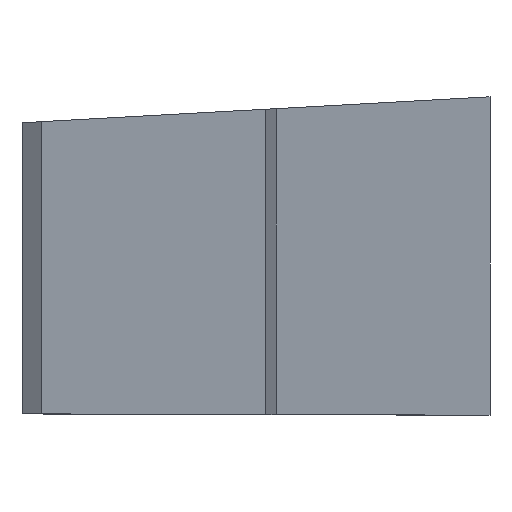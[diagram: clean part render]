
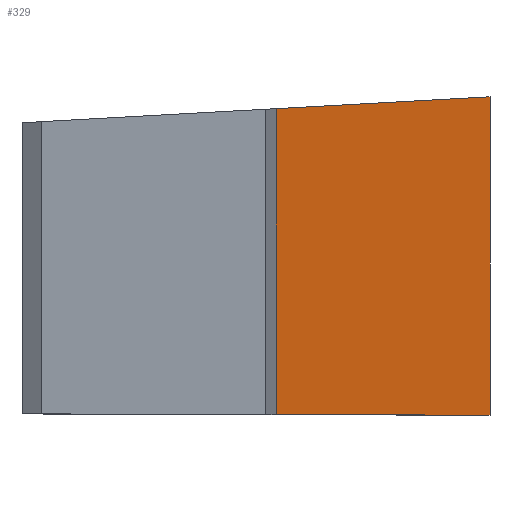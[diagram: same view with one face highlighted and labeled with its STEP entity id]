
A CAD part, top view. The second image highlights one B-rep face of the part: STEP entity #329.
In plain terms, the highlighted planar face has unit normal (0.851, 0, 0.526).
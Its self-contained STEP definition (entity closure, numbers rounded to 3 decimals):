
#58 = PLANE('',#59);
#59 = AXIS2_PLACEMENT_3D('',#60,#61,#62);
#60 = CARTESIAN_POINT('',(0.,0.,-7500.));
#61 = DIRECTION('',(0.,-1.,-0.));
#62 = DIRECTION('',(1.,0.,0.));
#84 = PLANE('',#85);
#85 = AXIS2_PLACEMENT_3D('',#86,#87,#88);
#86 = CARTESIAN_POINT('',(-9676.723,-46.239,
    -7918.92));
#87 = DIRECTION('',(0.438,0.,-0.899));
#88 = DIRECTION('',(0.,-1.,0.));
#110 = PLANE('',#111);
#111 = AXIS2_PLACEMENT_3D('',#112,#113,#114);
#112 = CARTESIAN_POINT('',(4.895,-84.046,0.));
#113 = DIRECTION('',(0.058,-0.998,0.));
#114 = DIRECTION('',(0.,0.,-1.));
#134 = PLANE('',#135);
#135 = AXIS2_PLACEMENT_3D('',#136,#137,#138);
#136 = CARTESIAN_POINT('',(11384.735,22.278,
    3147.066));
#137 = DIRECTION('',(-0.526,0.,0.851));
#138 = DIRECTION('',(0.851,0.,0.526));
#149 = VERTEX_POINT('',#150);
#150 = CARTESIAN_POINT('',(12171.26,0.,3633.17));
#171 = VERTEX_POINT('',#172);
#172 = CARTESIAN_POINT('',(12607.795,0.,2926.849));
#191 = EDGE_CURVE('',#149,#171,#192,.T.);
#192 = SURFACE_CURVE('',#193,(#197,#203),.PCURVE_S1.);
#193 = LINE('',#194,#195);
#194 = CARTESIAN_POINT('',(11248.231,0.,5126.647));
#195 = VECTOR('',#196,1.);
#196 = DIRECTION('',(0.526,0.,-0.851));
#197 = PCURVE('',#58,#198);
#198 = DEFINITIONAL_REPRESENTATION('',(#199),#202);
#199 = B_SPLINE_CURVE_WITH_KNOTS('',1,(#200,#201),.UNSPECIFIED.,.F.,.F.,
  (2,2),(1672.659,2669.058),
  .PIECEWISE_BEZIER_KNOTS.);
#200 = CARTESIAN_POINT('',(12127.606,11203.802));
#201 = CARTESIAN_POINT('',(12651.449,10356.217));
#202 = ( GEOMETRIC_REPRESENTATION_CONTEXT(2) 
PARAMETRIC_REPRESENTATION_CONTEXT() REPRESENTATION_CONTEXT('2D SPACE',''
  ) );
#203 = PCURVE('',#204,#209);
#204 = PLANE('',#205);
#205 = AXIS2_PLACEMENT_3D('',#206,#207,#208);
#206 = CARTESIAN_POINT('',(8710.378,-45.2,
    9232.936));
#207 = DIRECTION('',(0.851,0.,0.526));
#208 = DIRECTION('',(0.,-1.,0.));
#209 = DEFINITIONAL_REPRESENTATION('',(#210),#213);
#210 = B_SPLINE_CURVE_WITH_KNOTS('',1,(#211,#212),.UNSPECIFIED.,.F.,.F.,
  (2,2),(1672.659,2669.058),
  .PIECEWISE_BEZIER_KNOTS.);
#211 = CARTESIAN_POINT('',(-45.2,6499.905));
#212 = CARTESIAN_POINT('',(-45.2,7496.304));
#213 = ( GEOMETRIC_REPRESENTATION_CONTEXT(2) 
PARAMETRIC_REPRESENTATION_CONTEXT() REPRESENTATION_CONTEXT('2D SPACE',''
  ) );
#218 = EDGE_CURVE('',#219,#149,#221,.T.);
#219 = VERTEX_POINT('',#220);
#220 = CARTESIAN_POINT('',(12171.26,624.564,
    3633.17));
#221 = SURFACE_CURVE('',#222,(#226,#232),.PCURVE_S1.);
#222 = LINE('',#223,#224);
#223 = CARTESIAN_POINT('',(12171.26,-11.461,
    3633.17));
#224 = VECTOR('',#225,1.);
#225 = DIRECTION('',(0.,-1.,0.));
#226 = PCURVE('',#134,#227);
#227 = DEFINITIONAL_REPRESENTATION('',(#228),#231);
#228 = B_SPLINE_CURVE_WITH_KNOTS('',1,(#229,#230),.UNSPECIFIED.,.F.,.F.,
  (2,2),(-772.065,641.618),.PIECEWISE_BEZIER_KNOTS.);
#229 = CARTESIAN_POINT('',(924.619,738.326));
#230 = CARTESIAN_POINT('',(924.619,-675.357));
#231 = ( GEOMETRIC_REPRESENTATION_CONTEXT(2) 
PARAMETRIC_REPRESENTATION_CONTEXT() REPRESENTATION_CONTEXT('2D SPACE',''
  ) );
#232 = PCURVE('',#204,#233);
#233 = DEFINITIONAL_REPRESENTATION('',(#234),#237);
#234 = B_SPLINE_CURVE_WITH_KNOTS('',1,(#235,#236),.UNSPECIFIED.,.F.,.F.,
  (2,2),(-772.065,641.618),.PIECEWISE_BEZIER_KNOTS.);
#235 = CARTESIAN_POINT('',(-805.804,6582.938));
#236 = CARTESIAN_POINT('',(607.879,6582.938));
#237 = ( GEOMETRIC_REPRESENTATION_CONTEXT(2) 
PARAMETRIC_REPRESENTATION_CONTEXT() REPRESENTATION_CONTEXT('2D SPACE',''
  ) );
#264 = VERTEX_POINT('',#265);
#265 = CARTESIAN_POINT('',(12607.795,649.989,
    2926.849));
#284 = EDGE_CURVE('',#264,#219,#285,.T.);
#285 = SURFACE_CURVE('',#286,(#290,#296),.PCURVE_S1.);
#286 = LINE('',#287,#288);
#287 = CARTESIAN_POINT('',(9563.199,472.662,
    7853.057));
#288 = VECTOR('',#289,1.);
#289 = DIRECTION('',(-0.525,-0.031,0.85)
  );
#290 = PCURVE('',#110,#291);
#291 = DEFINITIONAL_REPRESENTATION('',(#292),#295);
#292 = B_SPLINE_CURVE_WITH_KNOTS('',1,(#293,#294),.UNSPECIFIED.,.F.,.F.,
  (2,2),(-6160.157,-3807.458),
  .PIECEWISE_BEZIER_KNOTS.);
#293 = CARTESIAN_POINT('',(-2615.384,12817.082));
#294 = CARTESIAN_POINT('',(-4615.766,11578.67));
#295 = ( GEOMETRIC_REPRESENTATION_CONTEXT(2) 
PARAMETRIC_REPRESENTATION_CONTEXT() REPRESENTATION_CONTEXT('2D SPACE',''
  ) );
#296 = PCURVE('',#204,#297);
#297 = DEFINITIONAL_REPRESENTATION('',(#298),#301);
#298 = B_SPLINE_CURVE_WITH_KNOTS('',1,(#299,#300),.UNSPECIFIED.,.F.,.F.,
  (2,2),(-6160.157,-3807.458),
  .PIECEWISE_BEZIER_KNOTS.);
#299 = CARTESIAN_POINT('',(-706.401,7779.421));
#300 = CARTESIAN_POINT('',(-634.394,5427.824));
#301 = ( GEOMETRIC_REPRESENTATION_CONTEXT(2) 
PARAMETRIC_REPRESENTATION_CONTEXT() REPRESENTATION_CONTEXT('2D SPACE',''
  ) );
#311 = EDGE_CURVE('',#264,#171,#312,.T.);
#312 = SURFACE_CURVE('',#313,(#317,#323),.PCURVE_S1.);
#313 = LINE('',#314,#315);
#314 = CARTESIAN_POINT('',(12607.795,-45.72,
    2926.849));
#315 = VECTOR('',#316,1.);
#316 = DIRECTION('',(0.,-1.,0.));
#317 = PCURVE('',#84,#318);
#318 = DEFINITIONAL_REPRESENTATION('',(#319),#322);
#319 = B_SPLINE_CURVE_WITH_KNOTS('',1,(#320,#321),.UNSPECIFIED.,.F.,.F.,
  (2,2),(-815.907,607.518),.PIECEWISE_BEZIER_KNOTS.);
#320 = CARTESIAN_POINT('',(-816.426,-24783.673));
#321 = CARTESIAN_POINT('',(606.998,-24783.673));
#322 = ( GEOMETRIC_REPRESENTATION_CONTEXT(2) 
PARAMETRIC_REPRESENTATION_CONTEXT() REPRESENTATION_CONTEXT('2D SPACE',''
  ) );
#323 = PCURVE('',#204,#324);
#324 = DEFINITIONAL_REPRESENTATION('',(#325),#328);
#325 = B_SPLINE_CURVE_WITH_KNOTS('',1,(#326,#327),.UNSPECIFIED.,.F.,.F.,
  (2,2),(-815.907,607.518),.PIECEWISE_BEZIER_KNOTS.);
#326 = CARTESIAN_POINT('',(-815.387,7413.271));
#327 = CARTESIAN_POINT('',(608.037,7413.271));
#328 = ( GEOMETRIC_REPRESENTATION_CONTEXT(2) 
PARAMETRIC_REPRESENTATION_CONTEXT() REPRESENTATION_CONTEXT('2D SPACE',''
  ) );
#329 = ADVANCED_FACE('',(#330),#204,.T.);
#330 = FACE_BOUND('',#331,.T.);
#331 = EDGE_LOOP('',(#332,#333,#334,#335));
#332 = ORIENTED_EDGE('',*,*,#311,.F.);
#333 = ORIENTED_EDGE('',*,*,#284,.T.);
#334 = ORIENTED_EDGE('',*,*,#218,.T.);
#335 = ORIENTED_EDGE('',*,*,#191,.T.);
